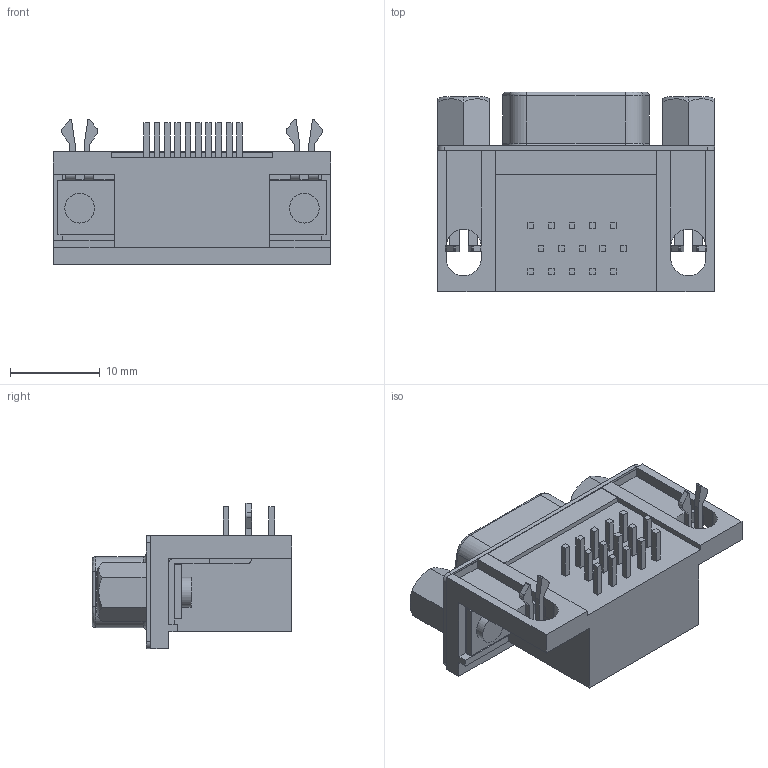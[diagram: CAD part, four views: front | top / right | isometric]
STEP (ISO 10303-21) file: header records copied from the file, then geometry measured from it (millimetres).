
FILE_DESCRIPTION (( 'STEP AP203' ), '1' );
FILE_NAME ('SDH15S-RA-PC.STEP', '2011-05-05T11:37:44', ( 'x' ), ( 'Microsoft' ), 'SwSTEP 2.0', 'SolidWorks 2010', '' );
FILE_SCHEMA (( 'CONFIG_CONTROL_DESIGN' ));
Length unit declared in the file: inch
Products named in the file (1): SDH15S-RA-PC
Bounding box: 30.81 x 22.22 x 16.15 mm (x, y, z)
Volume: 4761 mm3; surface area: 4009 mm2
Topology: 1 solids, 3 shells, 471 faces, 1201 edges, 776 vertices
Faces by surface type: plane 327, cylinder 102, cone 30, bspline 8, torus 4
Entity records: 14424 total; most frequent: CARTESIAN_POINT 2767, ORIENTED_EDGE 2402, DIRECTION 2365, EDGE_CURVE 1201, LINE 925, VECTOR 925, VERTEX_POINT 776, AXIS2_PLACEMENT_3D 720
